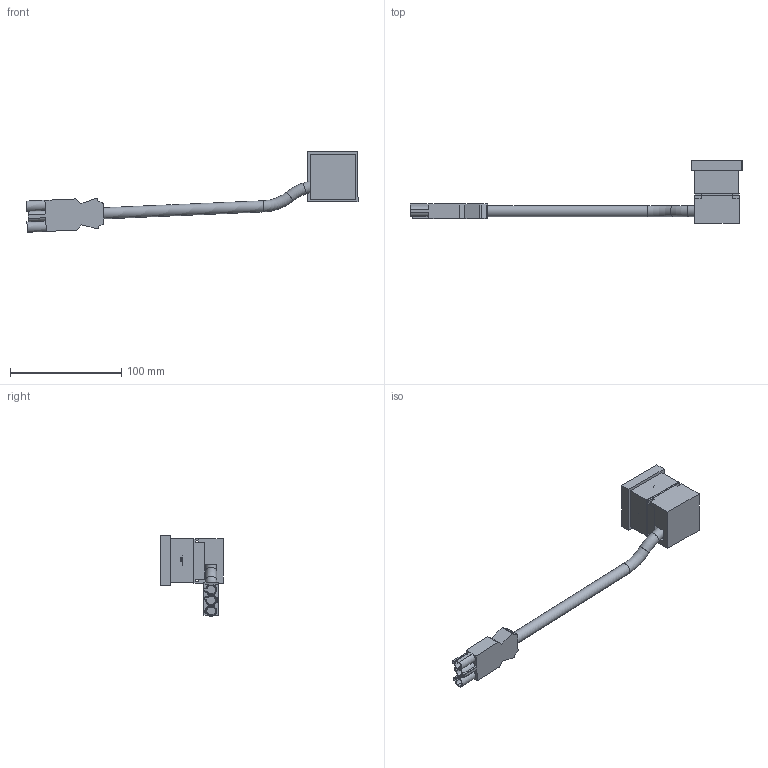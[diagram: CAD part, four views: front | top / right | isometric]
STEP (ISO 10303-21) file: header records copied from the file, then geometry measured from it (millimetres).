
FILE_DESCRIPTION (( 'STEP AP214' ), '1' );
FILE_NAME ('6120834.stp', '2021-11-03T13:52:36', ( '' ), ( '' ), 'SwSTEP 2.0', 'SolidWorks 2020', '' );
FILE_SCHEMA (( 'AUTOMOTIVE_DESIGN' ));
Length unit declared in the file: millimetre
Products named in the file (9): 6120834; 099301_ohne T乴le, schr刧 ; 077656_Standard; 044679_Standard; 099342_0ø; 099342T1_0ø; 044039_Standard; 099300_Alternative; P_6108055_1_weiá
Assembly tree (8 placements, depth 3):
  6120834
    077656_Standard
      044039_Standard
      044679_Standard
    099342_0ø
      P_6108055_1_weiá
      099342T1_0ø
    099300_Alternative
    099301_ohne T乴le, schr刧 
Bounding box: 297.97 x 56.05 x 72.28 mm (x, y, z)
Volume: 73270.1 mm3; surface area: 44097.7 mm2
Topology: 6 solids, 6 shells, 260 faces, 705 edges, 464 vertices
Faces by surface type: plane 199, cylinder 38, cone 21, torus 2
Full cylindrical faces by diameter (mm): 5.75 x4, 6 x1, 10 x2, 38.4 x1
Entity records: 9081 total; most frequent: CARTESIAN_POINT 1479, ORIENTED_EDGE 1382, DIRECTION 1328, EDGE_CURVE 691, LINE 564, VECTOR 564, VERTEX_POINT 461, AXIS2_PLACEMENT_3D 382
